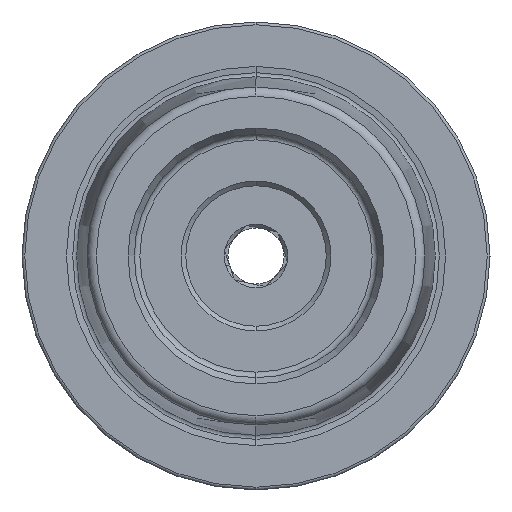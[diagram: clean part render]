
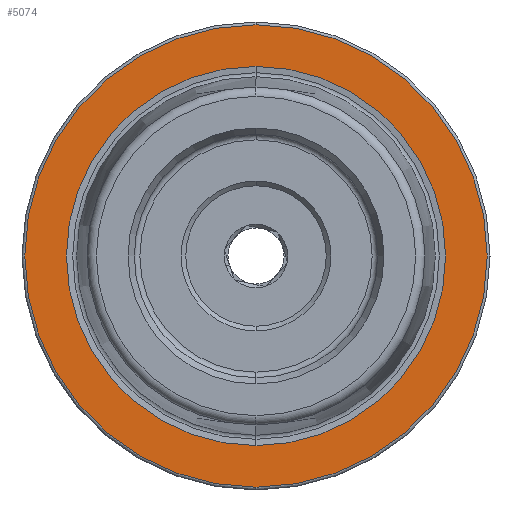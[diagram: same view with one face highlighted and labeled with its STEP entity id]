
A CAD part, left-side view. The second image highlights one B-rep face of the part: STEP entity #5074.
In plain terms, the highlighted planar face has unit normal (-1, 0, 0).
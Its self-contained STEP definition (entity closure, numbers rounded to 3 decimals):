
#26 = CARTESIAN_POINT ( 'NONE',  ( 0., 24.7, 0. ) ) ;
#325 = CARTESIAN_POINT ( 'NONE',  ( 0., 0., 0. ) ) ;
#476 = CARTESIAN_POINT ( 'NONE',  ( 0., 0., -20.258 ) ) ;
#643 = EDGE_CURVE ( 'NONE', #6027, #3874, #2445, .T. ) ;
#890 = DIRECTION ( 'NONE',  ( 0., 0., 1. ) ) ;
#1059 = EDGE_CURVE ( 'NONE', #2129, #6667, #1300, .T. ) ;
#1208 = EDGE_CURVE ( 'NONE', #3874, #6027, #1749, .T. ) ;
#1300 = CIRCLE ( 'NONE', #1884, 24.7 ) ;
#1703 = PLANE ( 'NONE',  #5052 ) ;
#1749 = CIRCLE ( 'NONE', #5970, 20.258 ) ;
#1884 = AXIS2_PLACEMENT_3D ( 'NONE', #4321, #6985, #6605 ) ;
#2101 = AXIS2_PLACEMENT_3D ( 'NONE', #325, #4225, #890 ) ;
#2129 = VERTEX_POINT ( 'NONE', #2223 ) ;
#2223 = CARTESIAN_POINT ( 'NONE',  ( 0., 0., 24.7 ) ) ;
#2271 = DIRECTION ( 'NONE',  ( 0., 0., -1. ) ) ;
#2426 = EDGE_LOOP ( 'NONE', ( #3729, #4805 ) ) ;
#2445 = CIRCLE ( 'NONE', #6155, 20.258 ) ;
#3409 = CARTESIAN_POINT ( 'NONE',  ( 0., 0., -24.7 ) ) ;
#3470 = ORIENTED_EDGE ( 'NONE', *, *, #6871, .T. ) ;
#3729 = ORIENTED_EDGE ( 'NONE', *, *, #643, .F. ) ;
#3874 = VERTEX_POINT ( 'NONE', #476 ) ;
#4225 = DIRECTION ( 'NONE',  ( -1., 0., 0. ) ) ;
#4321 = CARTESIAN_POINT ( 'NONE',  ( 0., 0., 0. ) ) ;
#4324 = CIRCLE ( 'NONE', #2101, 24.7 ) ;
#4513 = FACE_OUTER_BOUND ( 'NONE', #4601, .T. ) ;
#4601 = EDGE_LOOP ( 'NONE', ( #5745, #3470 ) ) ;
#4805 = ORIENTED_EDGE ( 'NONE', *, *, #1208, .F. ) ;
#5052 = AXIS2_PLACEMENT_3D ( 'NONE', #26, #5579, #2271 ) ;
#5074 = ADVANCED_FACE ( 'NONE', ( #5968, #4513 ), #1703, .F. ) ;
#5336 = DIRECTION ( 'NONE',  ( 0., 0., 1. ) ) ;
#5579 = DIRECTION ( 'NONE',  ( 1., 0., 0. ) ) ;
#5745 = ORIENTED_EDGE ( 'NONE', *, *, #1059, .T. ) ;
#5968 = FACE_BOUND ( 'NONE', #2426, .T. ) ;
#5970 = AXIS2_PLACEMENT_3D ( 'NONE', #6013, #6062, #5336 ) ;
#6013 = CARTESIAN_POINT ( 'NONE',  ( 0., 0., 0. ) ) ;
#6027 = VERTEX_POINT ( 'NONE', #7053 ) ;
#6062 = DIRECTION ( 'NONE',  ( -1., 0., 0. ) ) ;
#6155 = AXIS2_PLACEMENT_3D ( 'NONE', #6760, #6713, #6693 ) ;
#6605 = DIRECTION ( 'NONE',  ( 0., 0., 1. ) ) ;
#6667 = VERTEX_POINT ( 'NONE', #3409 ) ;
#6693 = DIRECTION ( 'NONE',  ( 0., 0., 1. ) ) ;
#6713 = DIRECTION ( 'NONE',  ( -1., 0., 0. ) ) ;
#6760 = CARTESIAN_POINT ( 'NONE',  ( 0., 0., 0. ) ) ;
#6871 = EDGE_CURVE ( 'NONE', #6667, #2129, #4324, .T. ) ;
#6985 = DIRECTION ( 'NONE',  ( -1., 0., 0. ) ) ;
#7053 = CARTESIAN_POINT ( 'NONE',  ( 0., 0., 20.258 ) ) ;
